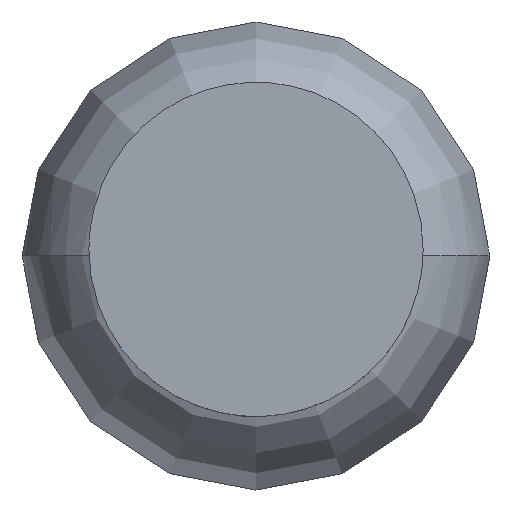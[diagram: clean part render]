
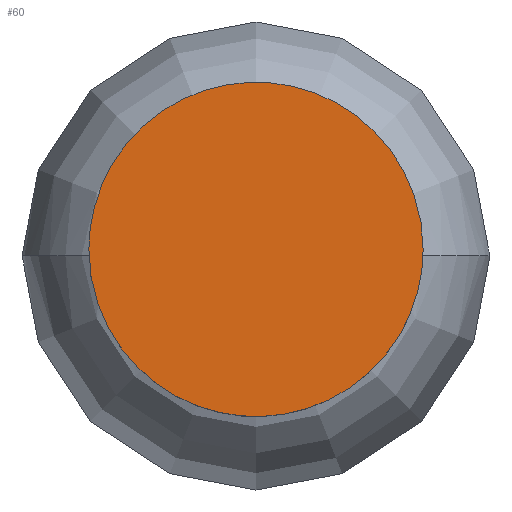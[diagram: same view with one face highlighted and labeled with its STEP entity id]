
A CAD part, top view. The second image highlights one B-rep face of the part: STEP entity #60.
In plain terms, the highlighted planar face has unit normal (0, 0, 1).
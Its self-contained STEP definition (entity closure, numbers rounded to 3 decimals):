
#60=ADVANCED_FACE('',(#91),#384,.T.);
#91=FACE_OUTER_BOUND('',#122,.T.);
#122=EDGE_LOOP('',(#157,#158));
#157=ORIENTED_EDGE('',*,*,#259,.T.);
#158=ORIENTED_EDGE('',*,*,#262,.T.);
#259=EDGE_CURVE('',#350,#352,#315,.T.);
#262=EDGE_CURVE('',#352,#350,#318,.T.);
#315=(
BOUNDED_CURVE()
B_SPLINE_CURVE(2,(#552,#553,#554,#555,#556),.UNSPECIFIED.,.F.,.F.)
B_SPLINE_CURVE_WITH_KNOTS((3,2,3),(0.,78.54,157.08),
 .UNSPECIFIED.)
CURVE()
GEOMETRIC_REPRESENTATION_ITEM()
RATIONAL_B_SPLINE_CURVE((1.,0.707,1.,0.707,1.))
REPRESENTATION_ITEM('')
);
#318=(
BOUNDED_CURVE()
B_SPLINE_CURVE(2,(#564,#565,#566,#567,#568),.UNSPECIFIED.,.F.,.F.)
B_SPLINE_CURVE_WITH_KNOTS((3,2,3),(157.08,235.619,314.159),
 .UNSPECIFIED.)
CURVE()
GEOMETRIC_REPRESENTATION_ITEM()
RATIONAL_B_SPLINE_CURVE((1.,0.707,1.,0.707,1.))
REPRESENTATION_ITEM('')
);
#350=VERTEX_POINT('',#542);
#352=VERTEX_POINT('',#544);
#384=PLANE('',#492);
#492=AXIS2_PLACEMENT_3D('',#539,#515,$);
#515=DIRECTION('',(0.,0.,1.));
#539=CARTESIAN_POINT('',(-62.5,-62.5,12899.678));
#542=CARTESIAN_POINT('',(50.,0.,12899.678));
#544=CARTESIAN_POINT('',(-50.,0.,12899.678));
#552=CARTESIAN_POINT('',(50.,0.,12899.678));
#553=CARTESIAN_POINT('',(50.,50.,12899.678));
#554=CARTESIAN_POINT('',(0.,50.,12899.678));
#555=CARTESIAN_POINT('',(-50.,50.,12899.678));
#556=CARTESIAN_POINT('',(-50.,0.,12899.678));
#564=CARTESIAN_POINT('',(-50.,0.,12899.678));
#565=CARTESIAN_POINT('',(-50.,-50.,12899.678));
#566=CARTESIAN_POINT('',(0.,-50.,12899.678));
#567=CARTESIAN_POINT('',(50.,-50.,12899.678));
#568=CARTESIAN_POINT('',(50.,0.,12899.678));
